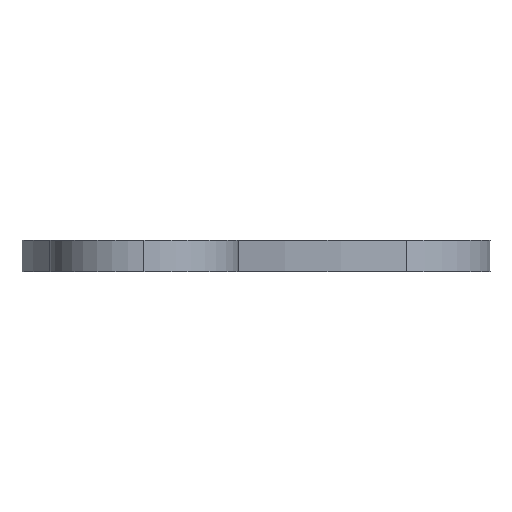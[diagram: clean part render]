
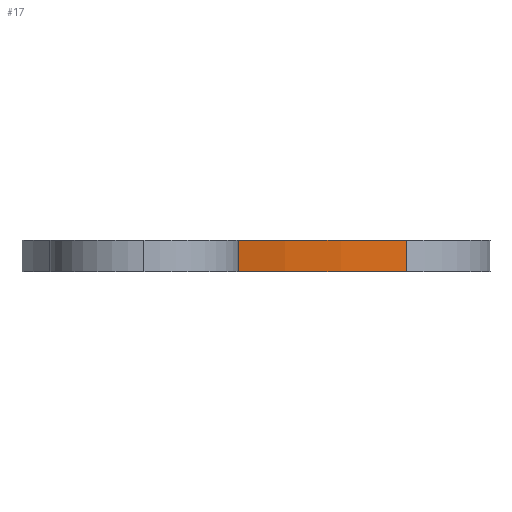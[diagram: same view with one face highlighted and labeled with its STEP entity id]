
A CAD part, left-side view. The second image highlights one B-rep face of the part: STEP entity #17.
In plain terms, the highlighted cylindrical face has radius 68 mm (diameter 136 mm), a partial arc.
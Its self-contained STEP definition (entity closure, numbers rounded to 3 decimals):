
#17 = ADVANCED_FACE ( 'NONE', ( #55 ), #801, .F. ) ;
#46 = CARTESIAN_POINT ( 'NONE',  ( -61.574, -47.988, 3. ) ) ;
#55 = FACE_OUTER_BOUND ( 'NONE', #634, .T. ) ;
#71 = DIRECTION ( 'NONE',  ( 0., 0., -1. ) ) ;
#136 = VERTEX_POINT ( 'NONE', #330 ) ;
#139 = EDGE_CURVE ( 'NONE', #505, #782, #227, .T. ) ;
#150 = CARTESIAN_POINT ( 'NONE',  ( -61.574, -47.988, 0. ) ) ;
#161 = DIRECTION ( 'NONE',  ( 0., 0., -1. ) ) ;
#191 = VECTOR ( 'NONE', #763, 1000. ) ;
#206 = DIRECTION ( 'NONE',  ( 0., 0., -1. ) ) ;
#208 = ORIENTED_EDGE ( 'NONE', *, *, #490, .T. ) ;
#224 = VECTOR ( 'NONE', #161, 1000. ) ;
#227 = CIRCLE ( 'NONE', #629, 68. ) ;
#255 = CARTESIAN_POINT ( 'NONE',  ( -10.583, -3., 3. ) ) ;
#278 = VERTEX_POINT ( 'NONE', #470 ) ;
#316 = CARTESIAN_POINT ( 'NONE',  ( -61.574, -47.988, 3. ) ) ;
#330 = CARTESIAN_POINT ( 'NONE',  ( -10.583, -3., 0. ) ) ;
#364 = LINE ( 'NONE', #484, #224 ) ;
#365 = EDGE_CURVE ( 'NONE', #278, #136, #568, .T. ) ;
#373 = DIRECTION ( 'NONE',  ( 0., 0., -1. ) ) ;
#408 = CARTESIAN_POINT ( 'NONE',  ( -10.583, -3., 3. ) ) ;
#418 = AXIS2_PLACEMENT_3D ( 'NONE', #150, #206, #720 ) ;
#421 = DIRECTION ( 'NONE',  ( -1., 0., 0. ) ) ;
#470 = CARTESIAN_POINT ( 'NONE',  ( -31.5, 13., 0. ) ) ;
#484 = CARTESIAN_POINT ( 'NONE',  ( -31.5, 13., 3. ) ) ;
#490 = EDGE_CURVE ( 'NONE', #505, #278, #364, .T. ) ;
#505 = VERTEX_POINT ( 'NONE', #680 ) ;
#523 = ORIENTED_EDGE ( 'NONE', *, *, #139, .F. ) ;
#568 = CIRCLE ( 'NONE', #418, 68. ) ;
#583 = ORIENTED_EDGE ( 'NONE', *, *, #655, .F. ) ;
#629 = AXIS2_PLACEMENT_3D ( 'NONE', #316, #71, #755 ) ;
#634 = EDGE_LOOP ( 'NONE', ( #653, #583, #523, #208 ) ) ;
#653 = ORIENTED_EDGE ( 'NONE', *, *, #365, .T. ) ;
#655 = EDGE_CURVE ( 'NONE', #782, #136, #705, .T. ) ;
#680 = CARTESIAN_POINT ( 'NONE',  ( -31.5, 13., 3. ) ) ;
#705 = LINE ( 'NONE', #255, #191 ) ;
#720 = DIRECTION ( 'NONE',  ( 1., 0., 0. ) ) ;
#755 = DIRECTION ( 'NONE',  ( 1., 0., 0. ) ) ;
#763 = DIRECTION ( 'NONE',  ( 0., 0., -1. ) ) ;
#782 = VERTEX_POINT ( 'NONE', #408 ) ;
#801 = CYLINDRICAL_SURFACE ( 'NONE', #802, 68. ) ;
#802 = AXIS2_PLACEMENT_3D ( 'NONE', #46, #373, #421 ) ;
